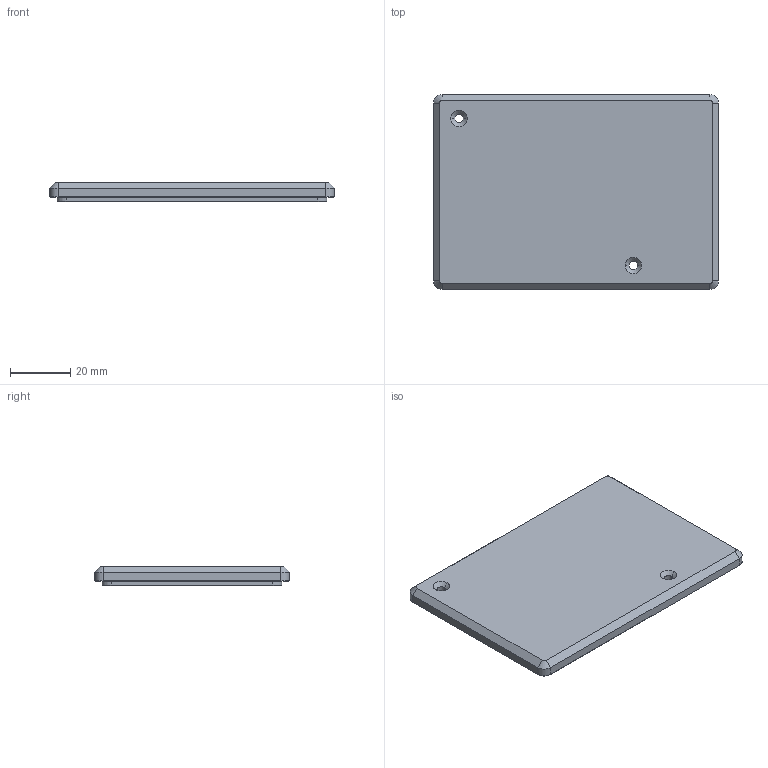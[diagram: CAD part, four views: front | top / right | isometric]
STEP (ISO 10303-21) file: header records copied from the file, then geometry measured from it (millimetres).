
FILE_DESCRIPTION (( 'STEP AP214' ), '1' );
FILE_NAME ('RPI-002 RPICAM ENCLOSURE BACK.STEP', '2023-12-21T07:25:20', ( '' ), ( '' ), 'SwSTEP 2.0', 'SolidWorks 2022', '' );
FILE_SCHEMA (( 'AUTOMOTIVE_DESIGN' ));
Length unit declared in the file: millimetre
Products named in the file (1): RPI-002 RPICAM ENCLOSURE BACK
Bounding box: 95 x 65 x 6.5 mm (x, y, z)
Volume: 38000.5 mm3; surface area: 14007.4 mm2
Topology: 1 solids, 1 shells, 65 faces, 144 edges, 84 vertices
Faces by surface type: plane 25, cone 24, cylinder 16
Entity records: 1808 total; most frequent: DIRECTION 332, CARTESIAN_POINT 294, ORIENTED_EDGE 288, EDGE_CURVE 144, AXIS2_PLACEMENT_3D 122, VECTOR 88, LINE 88, VERTEX_POINT 84
